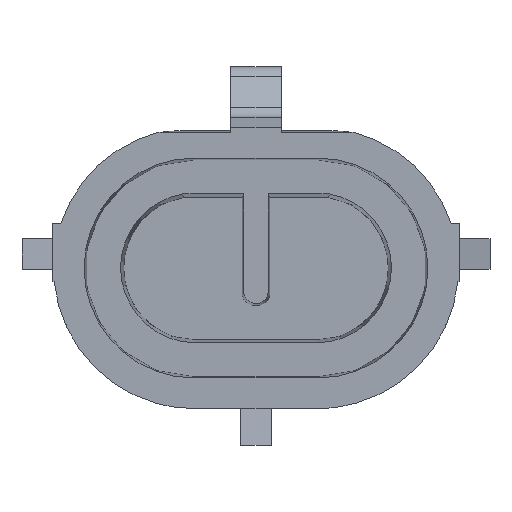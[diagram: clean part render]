
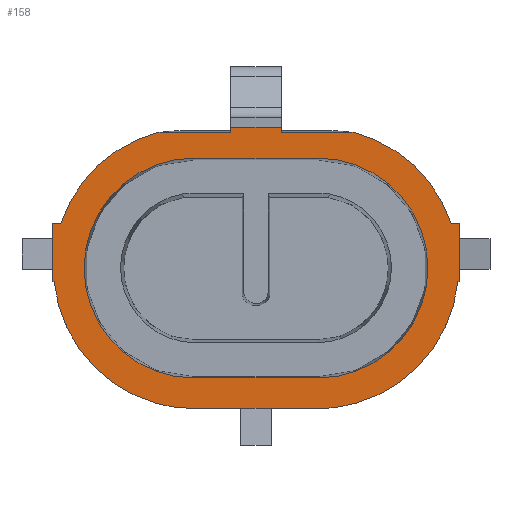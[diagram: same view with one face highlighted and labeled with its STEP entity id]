
A CAD part, top view. The second image highlights one B-rep face of the part: STEP entity #158.
In plain terms, the highlighted planar face has unit normal (0, 0, 1).
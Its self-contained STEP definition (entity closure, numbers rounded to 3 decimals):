
#41=FACE_BOUND('',#408,.T.);
#42=FACE_BOUND('',#409,.T.);
#64=B_SPLINE_CURVE_WITH_KNOTS('',3,(#2482,#2483,#2484,#2485),
 .UNSPECIFIED.,.F.,.F.,(4,4),(0.,1.),.UNSPECIFIED.);
#71=B_SPLINE_CURVE_WITH_KNOTS('',3,(#2639,#2640,#2641,#2642),
 .UNSPECIFIED.,.F.,.F.,(4,4),(0.,1.),.UNSPECIFIED.);
#158=ADVANCED_FACE('',(#41,#42),#232,.T.);
#232=PLANE('',#1908);
#408=EDGE_LOOP('',(#906,#907,#908,#909,#910,#911,#912,#913,#914,#915,#916,
#917,#918,#919,#920,#921,#922,#923));
#409=EDGE_LOOP('',(#924,#925,#926,#927));
#431=CIRCLE('',#1792,6.9);
#439=CIRCLE('',#1814,6.9);
#452=CIRCLE('',#1868,5.4);
#454=CIRCLE('',#1872,5.4);
#463=CIRCLE('',#1896,6.9);
#465=CIRCLE('',#1906,6.9);
#906=ORIENTED_EDGE('',*,*,#1259,.F.);
#907=ORIENTED_EDGE('',*,*,#1242,.F.);
#908=ORIENTED_EDGE('',*,*,#1193,.F.);
#909=ORIENTED_EDGE('',*,*,#1192,.T.);
#910=ORIENTED_EDGE('',*,*,#1209,.T.);
#911=ORIENTED_EDGE('',*,*,#1206,.F.);
#912=ORIENTED_EDGE('',*,*,#1198,.T.);
#913=ORIENTED_EDGE('',*,*,#1393,.F.);
#914=ORIENTED_EDGE('',*,*,#1386,.F.);
#915=ORIENTED_EDGE('',*,*,#1388,.F.);
#916=ORIENTED_EDGE('',*,*,#1382,.F.);
#917=ORIENTED_EDGE('',*,*,#1391,.T.);
#918=ORIENTED_EDGE('',*,*,#1379,.T.);
#919=ORIENTED_EDGE('',*,*,#1399,.T.);
#920=ORIENTED_EDGE('',*,*,#1270,.F.);
#921=ORIENTED_EDGE('',*,*,#1267,.T.);
#922=ORIENTED_EDGE('',*,*,#1280,.F.);
#923=ORIENTED_EDGE('',*,*,#1260,.T.);
#924=ORIENTED_EDGE('',*,*,#1347,.F.);
#925=ORIENTED_EDGE('',*,*,#1344,.F.);
#926=ORIENTED_EDGE('',*,*,#1341,.F.);
#927=ORIENTED_EDGE('',*,*,#1351,.F.);
#1021=VERTEX_POINT('',#2479);
#1022=VERTEX_POINT('',#2481);
#1023=VERTEX_POINT('',#2486);
#1026=VERTEX_POINT('',#2494);
#1027=VERTEX_POINT('',#2496);
#1034=VERTEX_POINT('',#2515);
#1060=VERTEX_POINT('',#2590);
#1075=VERTEX_POINT('',#2643);
#1076=VERTEX_POINT('',#2645);
#1080=VERTEX_POINT('',#2663);
#1081=VERTEX_POINT('',#2665);
#1083=VERTEX_POINT('',#2671);
#1118=VERTEX_POINT('',#2823);
#1120=VERTEX_POINT('',#2826);
#1122=VERTEX_POINT('',#2832);
#1124=VERTEX_POINT('',#2838);
#1146=VERTEX_POINT('',#2904);
#1147=VERTEX_POINT('',#2906);
#1148=VERTEX_POINT('',#2910);
#1149=VERTEX_POINT('',#2912);
#1152=VERTEX_POINT('',#2919);
#1153=VERTEX_POINT('',#2921);
#1192=EDGE_CURVE('',#1022,#1021,#431,.T.);
#1193=EDGE_CURVE('',#1022,#1023,#64,.T.);
#1198=EDGE_CURVE('',#1027,#1026,#1436,.T.);
#1206=EDGE_CURVE('',#1027,#1034,#1443,.T.);
#1209=EDGE_CURVE('',#1021,#1034,#1446,.T.);
#1242=EDGE_CURVE('',#1023,#1060,#1477,.T.);
#1259=EDGE_CURVE('',#1060,#1075,#71,.T.);
#1260=EDGE_CURVE('',#1076,#1075,#439,.T.);
#1267=EDGE_CURVE('',#1081,#1080,#1488,.T.);
#1270=EDGE_CURVE('',#1081,#1083,#1491,.T.);
#1280=EDGE_CURVE('',#1076,#1080,#1499,.T.);
#1341=EDGE_CURVE('',#1118,#1120,#452,.T.);
#1344=EDGE_CURVE('',#1120,#1122,#1542,.T.);
#1347=EDGE_CURVE('',#1122,#1124,#454,.T.);
#1351=EDGE_CURVE('',#1124,#1118,#1547,.T.);
#1379=EDGE_CURVE('',#1147,#1146,#1568,.T.);
#1382=EDGE_CURVE('',#1148,#1149,#1571,.T.);
#1386=EDGE_CURVE('',#1152,#1153,#1575,.T.);
#1388=EDGE_CURVE('',#1149,#1152,#1576,.T.);
#1391=EDGE_CURVE('',#1148,#1147,#1579,.T.);
#1393=EDGE_CURVE('',#1153,#1026,#463,.T.);
#1399=EDGE_CURVE('',#1146,#1083,#465,.T.);
#1436=LINE('',#2495,#1614);
#1443=LINE('',#2514,#1621);
#1446=LINE('',#2520,#1624);
#1477=LINE('',#2589,#1655);
#1488=LINE('',#2664,#1666);
#1491=LINE('',#2670,#1669);
#1499=LINE('',#2691,#1677);
#1542=LINE('',#2831,#1720);
#1547=LINE('',#2844,#1725);
#1568=LINE('',#2905,#1746);
#1571=LINE('',#2911,#1749);
#1575=LINE('',#2920,#1753);
#1576=LINE('',#2927,#1754);
#1579=LINE('',#2931,#1757);
#1614=VECTOR('',#1982,1.);
#1621=VECTOR('',#1991,1.);
#1624=VECTOR('',#1996,1.);
#1655=VECTOR('',#2039,1.);
#1666=VECTOR('',#2078,1.);
#1669=VECTOR('',#2083,1.);
#1677=VECTOR('',#2095,1.);
#1720=VECTOR('',#2238,1.);
#1725=VECTOR('',#2251,1.);
#1746=VECTOR('',#2302,1.);
#1749=VECTOR('',#2307,1.);
#1753=VECTOR('',#2313,1.);
#1754=VECTOR('',#2316,1.);
#1757=VECTOR('',#2321,1.);
#1792=AXIS2_PLACEMENT_3D('',#2480,#1972,#1973);
#1814=AXIS2_PLACEMENT_3D('',#2644,#2066,#2067);
#1868=AXIS2_PLACEMENT_3D('',#2825,#2231,#2232);
#1872=AXIS2_PLACEMENT_3D('',#2837,#2243,#2244);
#1896=AXIS2_PLACEMENT_3D('',#2934,#2326,#2327);
#1906=AXIS2_PLACEMENT_3D('',#2948,#2350,#2351);
#1908=AXIS2_PLACEMENT_3D('',#2950,#2354,#2355);
#1972=DIRECTION('',(0.,0.,1.));
#1973=DIRECTION('',(0.,1.,0.));
#1982=DIRECTION('',(-1.,0.,0.));
#1991=DIRECTION('',(0.,-1.,0.));
#1996=DIRECTION('',(1.,0.,0.));
#2039=DIRECTION('',(-1.,0.,0.));
#2066=DIRECTION('',(0.,0.,1.));
#2067=DIRECTION('',(0.,1.,0.));
#2078=DIRECTION('',(0.,-1.,0.));
#2083=DIRECTION('',(1.,0.,0.));
#2095=DIRECTION('',(-1.,0.,0.));
#2231=DIRECTION('',(0.,0.,1.));
#2232=DIRECTION('',(0.,1.,0.));
#2238=DIRECTION('',(-1.,0.,0.));
#2243=DIRECTION('',(0.,0.,1.));
#2244=DIRECTION('',(0.,1.,0.));
#2251=DIRECTION('',(1.,0.,0.));
#2302=DIRECTION('',(-1.,0.,0.));
#2307=DIRECTION('',(1.,0.,0.));
#2313=DIRECTION('',(1.,0.,0.));
#2316=DIRECTION('',(0.,-1.,0.));
#2321=DIRECTION('',(0.,-1.,0.));
#2326=DIRECTION('',(0.,0.,-1.));
#2327=DIRECTION('',(0.,1.,0.));
#2350=DIRECTION('',(0.,0.,1.));
#2351=DIRECTION('',(0.,1.,0.));
#2354=DIRECTION('',(0.,0.,1.));
#2355=DIRECTION('',(0.,1.,0.));
#2479=CARTESIAN_POINT('',(9.917,-0.695,10.7));
#2480=CARTESIAN_POINT('',(3.05,-0.026,10.7));
#2481=CARTESIAN_POINT('',(4.945,-6.661,10.7));
#2482=CARTESIAN_POINT('',(4.945,-6.661,10.7));
#2483=CARTESIAN_POINT('',(4.333,-6.836,10.7));
#2484=CARTESIAN_POINT('',(3.687,-6.926,10.7));
#2485=CARTESIAN_POINT('',(3.05,-6.926,10.7));
#2486=CARTESIAN_POINT('',(3.05,-6.926,10.7));
#2494=CARTESIAN_POINT('',(9.594,2.163,10.7));
#2495=CARTESIAN_POINT('',(9.,2.163,10.7));
#2496=CARTESIAN_POINT('',(10.,2.163,10.7));
#2514=CARTESIAN_POINT('',(10.,1.369,10.7));
#2515=CARTESIAN_POINT('',(10.,-0.695,10.7));
#2520=CARTESIAN_POINT('',(9.,-0.695,10.7));
#2589=CARTESIAN_POINT('',(-9.,-6.926,10.7));
#2590=CARTESIAN_POINT('',(-3.05,-6.926,10.7));
#2639=CARTESIAN_POINT('',(-3.05,-6.926,10.7));
#2640=CARTESIAN_POINT('',(-3.687,-6.926,10.7));
#2641=CARTESIAN_POINT('',(-4.333,-6.836,10.7));
#2642=CARTESIAN_POINT('',(-4.945,-6.661,10.7));
#2643=CARTESIAN_POINT('',(-4.945,-6.661,10.7));
#2644=CARTESIAN_POINT('',(-3.05,-0.026,10.7));
#2645=CARTESIAN_POINT('',(-9.917,-0.695,10.7));
#2663=CARTESIAN_POINT('',(-10.,-0.695,10.7));
#2664=CARTESIAN_POINT('',(-10.,1.369,10.7));
#2665=CARTESIAN_POINT('',(-10.,2.163,10.7));
#2670=CARTESIAN_POINT('',(-9.,2.163,10.7));
#2671=CARTESIAN_POINT('',(-9.594,2.163,10.7));
#2691=CARTESIAN_POINT('',(-9.,-0.695,10.7));
#2823=CARTESIAN_POINT('',(3.05,-5.426,10.7));
#2825=CARTESIAN_POINT('',(3.05,-0.026,10.7));
#2826=CARTESIAN_POINT('',(3.05,5.374,10.7));
#2831=CARTESIAN_POINT('',(0.,5.374,10.7));
#2832=CARTESIAN_POINT('',(-3.05,5.374,10.7));
#2837=CARTESIAN_POINT('',(-3.05,-0.026,10.7));
#2838=CARTESIAN_POINT('',(-3.05,-5.426,10.7));
#2844=CARTESIAN_POINT('',(0.,-5.426,10.7));
#2904=CARTESIAN_POINT('',(-4.817,6.644,10.7));
#2905=CARTESIAN_POINT('',(-2.75,6.644,10.7));
#2906=CARTESIAN_POINT('',(-1.25,6.644,10.7));
#2910=CARTESIAN_POINT('',(-1.25,6.884,10.7));
#2911=CARTESIAN_POINT('',(0.,6.884,10.7));
#2912=CARTESIAN_POINT('',(1.25,6.884,10.7));
#2919=CARTESIAN_POINT('',(1.25,6.644,10.7));
#2920=CARTESIAN_POINT('',(2.75,6.644,10.7));
#2921=CARTESIAN_POINT('',(4.817,6.644,10.7));
#2927=CARTESIAN_POINT('',(1.25,9.884,10.7));
#2931=CARTESIAN_POINT('',(-1.25,9.884,10.7));
#2934=CARTESIAN_POINT('',(3.05,-0.026,10.7));
#2948=CARTESIAN_POINT('',(-3.05,-0.026,10.7));
#2950=CARTESIAN_POINT('',(-9.,1.369,10.7));
